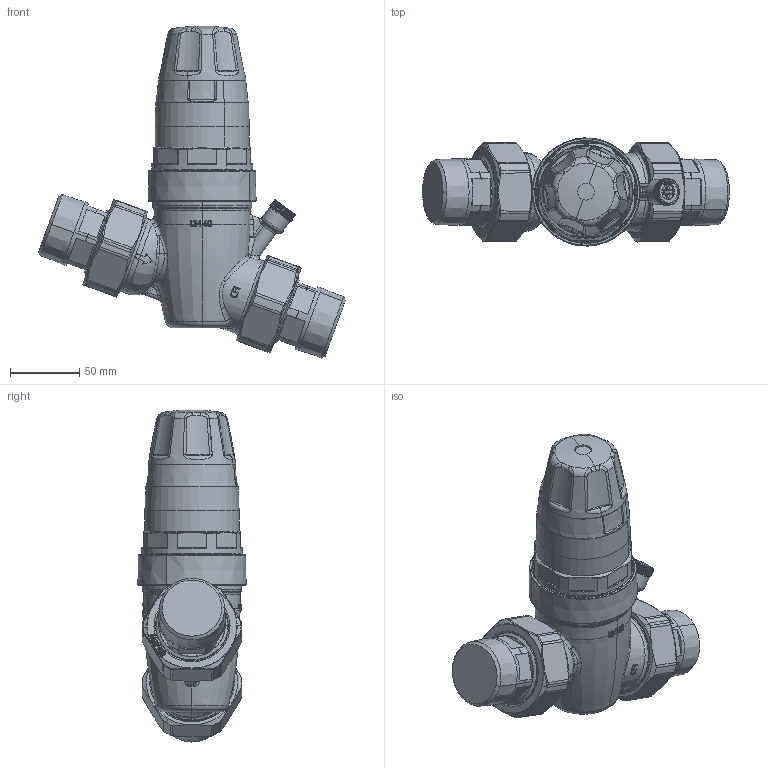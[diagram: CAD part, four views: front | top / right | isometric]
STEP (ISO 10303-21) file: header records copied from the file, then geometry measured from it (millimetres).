
FILE_DESCRIPTION(('CATIA V5 STEP Exchange'),'2;1');
FILE_NAME('STEP_535080H_-_TST.stp','2018-08-29T08:22:01+00:00',('none'),('none'),'CATIA Version 5-6 Release 2016 SP4','CATIA V5 STEP AP203','none');
FILE_SCHEMA(('CONFIG_CONTROL_DESIGN'));
Length unit declared in the file: millimetre
Products named in the file (1): 535080H - TST
Bounding box: 221.47 x 78.06 x 239.71 mm (x, y, z)
Volume: 1122946.4 mm3; surface area: 112302.1 mm2
Topology: 1 solids, 15 shells, 2821 faces, 7431 edges, 4620 vertices
Faces by surface type: plane 799, cylinder 666, bspline 467, torus 350, cone 288, revolution 135, sphere 60, extrusion 56
Entity records: 119381 total; most frequent: CARTESIAN_POINT 60358, ORIENTED_EDGE 14732, DIRECTION 7718, EDGE_CURVE 7366, VERTEX_POINT 4620, AXIS2_PLACEMENT_3D 3799, B_SPLINE_CURVE_WITH_KNOTS 3278, EDGE_LOOP 2885
